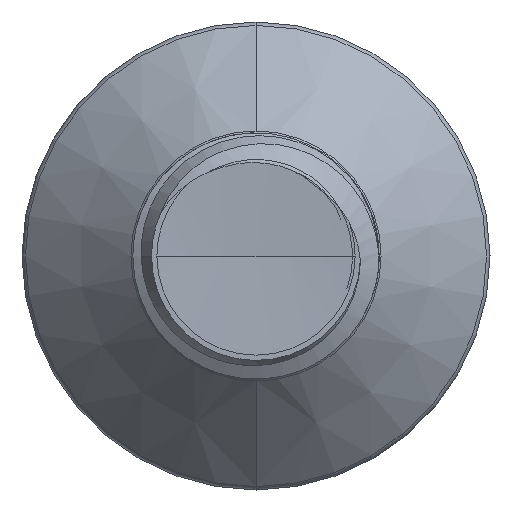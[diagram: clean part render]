
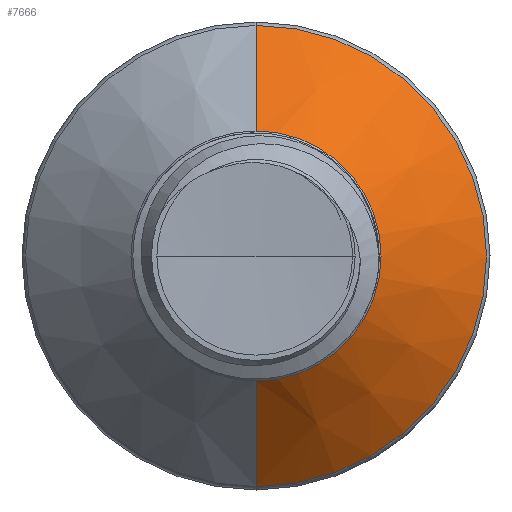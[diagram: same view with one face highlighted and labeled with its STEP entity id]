
A CAD part, front view. The second image highlights one B-rep face of the part: STEP entity #7666.
In plain terms, the highlighted conical face has half-angle 45 degrees and reference radius 1.016 mm.
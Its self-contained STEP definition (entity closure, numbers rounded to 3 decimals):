
#528 = EDGE_CURVE ( 'NONE', #7025, #5034, #12762, .T. ) ;
#4048 = DIRECTION ( 'NONE',  ( 0., 0., 1. ) ) ;
#5034 = VERTEX_POINT ( 'NONE', #13831 ) ;
#5154 = DIRECTION ( 'NONE',  ( 0., 0.707, 0.707 ) ) ;
#5360 = DIRECTION ( 'NONE',  ( 0., 0.707, -0.707 ) ) ;
#5487 = ORIENTED_EDGE ( 'NONE', *, *, #20177, .F. ) ;
#7025 = VERTEX_POINT ( 'NONE', #9388 ) ;
#7666 = ADVANCED_FACE ( 'NONE', ( #13045 ), #17102, .T. ) ;
#7697 = VECTOR ( 'NONE', #5360, 1000. ) ;
#8172 = DIRECTION ( 'NONE',  ( 0., 1., 0. ) ) ;
#9235 = EDGE_LOOP ( 'NONE', ( #25305, #15616, #5487, #13537 ) ) ;
#9388 = CARTESIAN_POINT ( 'NONE',  ( 0., 6.489, 1.016 ) ) ;
#10976 = CARTESIAN_POINT ( 'NONE',  ( 0., 7.345, 0. ) ) ;
#11394 = CARTESIAN_POINT ( 'NONE',  ( 0., 6.489, -1.016 ) ) ;
#12490 = AXIS2_PLACEMENT_3D ( 'NONE', #10976, #24846, #12958 ) ;
#12638 = DIRECTION ( 'NONE',  ( 0., 0., 1. ) ) ;
#12677 = DIRECTION ( 'NONE',  ( 0., 1., 0. ) ) ;
#12702 = CARTESIAN_POINT ( 'NONE',  ( 0., 6.489, 0. ) ) ;
#12762 = CIRCLE ( 'NONE', #25321, 1.016 ) ;
#12958 = DIRECTION ( 'NONE',  ( 0., 0., 1. ) ) ;
#13045 = FACE_OUTER_BOUND ( 'NONE', #9235, .T. ) ;
#13111 = CARTESIAN_POINT ( 'NONE',  ( 0., 7.345, 1.872 ) ) ;
#13537 = ORIENTED_EDGE ( 'NONE', *, *, #17022, .F. ) ;
#13831 = CARTESIAN_POINT ( 'NONE',  ( 0., 6.489, -1.016 ) ) ;
#14210 = VECTOR ( 'NONE', #5154, 1000. ) ;
#14861 = LINE ( 'NONE', #11394, #7697 ) ;
#15616 = ORIENTED_EDGE ( 'NONE', *, *, #23319, .T. ) ;
#16073 = CIRCLE ( 'NONE', #12490, 1.872 ) ;
#17022 = EDGE_CURVE ( 'NONE', #7025, #23817, #19507, .T. ) ;
#17102 = CONICAL_SURFACE ( 'NONE', #24706, 1.016, 0.785 ) ;
#17263 = VERTEX_POINT ( 'NONE', #19299 ) ;
#18073 = CARTESIAN_POINT ( 'NONE',  ( 0., 6.489, 0. ) ) ;
#18868 = CARTESIAN_POINT ( 'NONE',  ( 0., 6.489, 1.016 ) ) ;
#19299 = CARTESIAN_POINT ( 'NONE',  ( 0., 7.345, -1.872 ) ) ;
#19507 = LINE ( 'NONE', #18868, #14210 ) ;
#20177 = EDGE_CURVE ( 'NONE', #23817, #17263, #16073, .T. ) ;
#23319 = EDGE_CURVE ( 'NONE', #5034, #17263, #14861, .T. ) ;
#23817 = VERTEX_POINT ( 'NONE', #13111 ) ;
#24706 = AXIS2_PLACEMENT_3D ( 'NONE', #18073, #8172, #4048 ) ;
#24846 = DIRECTION ( 'NONE',  ( 0., 1., 0. ) ) ;
#25305 = ORIENTED_EDGE ( 'NONE', *, *, #528, .T. ) ;
#25321 = AXIS2_PLACEMENT_3D ( 'NONE', #12702, #12677, #12638 ) ;
